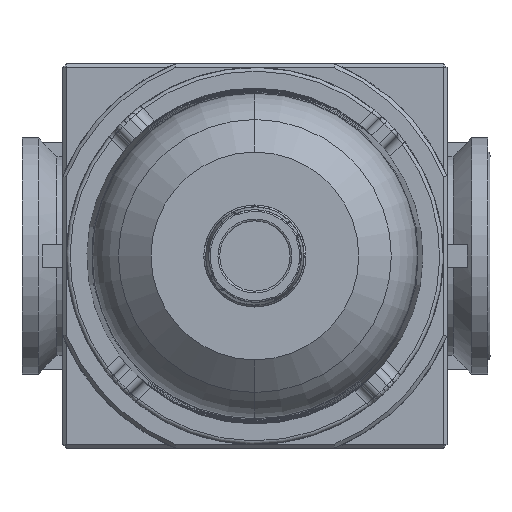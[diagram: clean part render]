
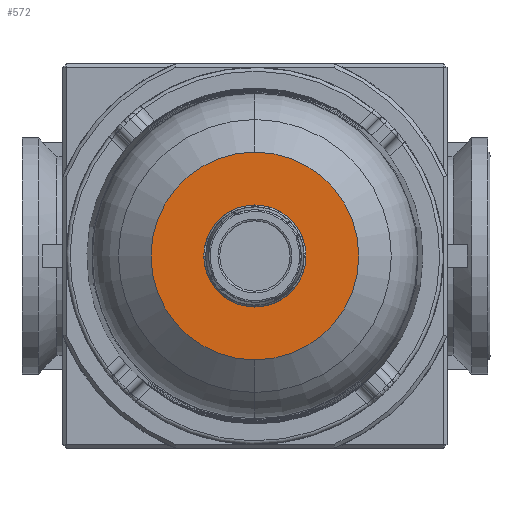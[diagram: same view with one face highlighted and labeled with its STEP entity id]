
A CAD part, front view. The second image highlights one B-rep face of the part: STEP entity #572.
In plain terms, the highlighted planar face has unit normal (0, -1, 0).
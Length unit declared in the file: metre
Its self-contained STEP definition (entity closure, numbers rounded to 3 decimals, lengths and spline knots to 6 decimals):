
#572=ADVANCED_FACE('21:13619',(#1782,#1783),#1784,.F.);
#1782=FACE_BOUND('',#6789,.T.);
#1783=FACE_OUTER_BOUND('',#6790,.T.);
#1784=PLANE('',#6791);
#6789=EDGE_LOOP('',(#10859,#10860));
#6790=EDGE_LOOP('',(#10861,#10862));
#6791=AXIS2_PLACEMENT_3D('',#10863,#10864,#10865);
#10859=ORIENTED_EDGE('',*,*,#12596,.T.);
#10860=ORIENTED_EDGE('',*,*,#12705,.T.);
#10861=ORIENTED_EDGE('',*,*,#13431,.F.);
#10862=ORIENTED_EDGE('',*,*,#12125,.F.);
#10863=CARTESIAN_POINT('',(0.01025,-0.1264,0.));
#10864=DIRECTION('',(0.0,1.0,0.0));
#10865=DIRECTION('',(0.0,0.0,1.0));
#12125=EDGE_CURVE('21:16988',#13873,#13870,#13875,.T.);
#12596=EDGE_CURVE('21:13841',#14742,#14739,#14743,.T.);
#12705=EDGE_CURVE('21:13841',#14739,#14742,#14941,.T.);
#13431=EDGE_CURVE('21:16988',#13870,#13873,#15990,.T.);
#13870=VERTEX_POINT('',#16637);
#13873=VERTEX_POINT('',#16641);
#13875=CIRCLE('',#16644,0.01405);
#14739=VERTEX_POINT('',#18903);
#14742=VERTEX_POINT('',#18907);
#14743=CIRCLE('',#18908,0.0062);
#14941=CIRCLE('',#19190,0.0062);
#15990=CIRCLE('',#22168,0.01405);
#16637=CARTESIAN_POINT('',(0.,-0.1264,0.01405));
#16641=CARTESIAN_POINT('',(0.,-0.1264,-0.01405));
#16644=AXIS2_PLACEMENT_3D('',#23062,#23063,#23064);
#18903=CARTESIAN_POINT('',(0.,-0.1264,0.0062));
#18907=CARTESIAN_POINT('',(0.,-0.1264,-0.0062));
#18908=AXIS2_PLACEMENT_3D('',#23812,#23813,#23814);
#19190=AXIS2_PLACEMENT_3D('',#23998,#23999,#24000);
#22168=AXIS2_PLACEMENT_3D('',#25149,#25150,#25151);
#23062=CARTESIAN_POINT('',(0.,-0.1264,0.));
#23063=DIRECTION('',(0.0,1.0,0.0));
#23064=DIRECTION('',(0.0,0.0,1.0));
#23812=CARTESIAN_POINT('',(0.,-0.1264,0.));
#23813=DIRECTION('',(0.0,1.0,0.0));
#23814=DIRECTION('',(0.0,0.0,1.0));
#23998=CARTESIAN_POINT('',(0.,-0.1264,0.));
#23999=DIRECTION('',(0.0,1.0,0.0));
#24000=DIRECTION('',(0.0,0.0,1.0));
#25149=CARTESIAN_POINT('',(0.,-0.1264,0.));
#25150=DIRECTION('',(0.0,1.0,0.0));
#25151=DIRECTION('',(0.0,0.0,1.0));
